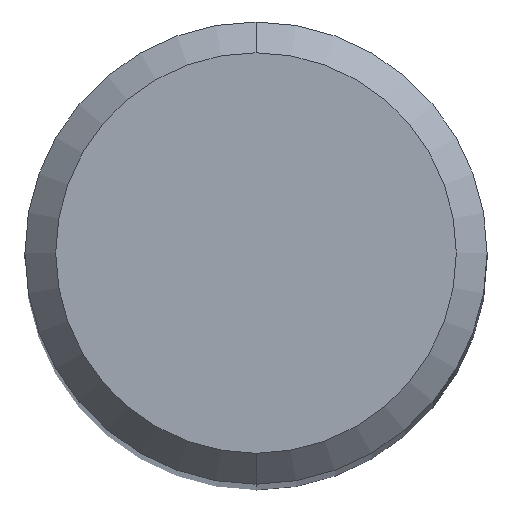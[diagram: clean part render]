
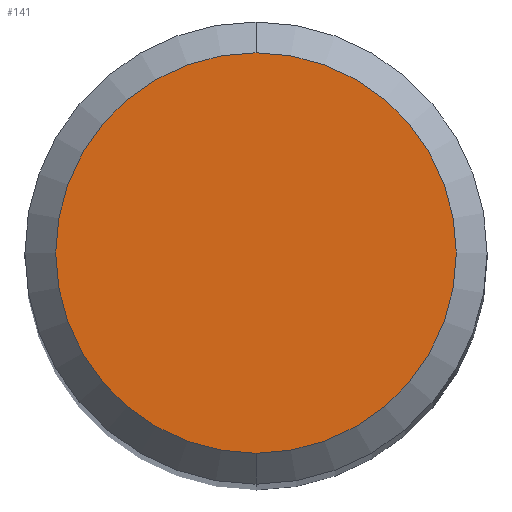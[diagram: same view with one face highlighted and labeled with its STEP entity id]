
A CAD part, top view. The second image highlights one B-rep face of the part: STEP entity #141.
In plain terms, the highlighted planar face has unit normal (0, 0, 1).
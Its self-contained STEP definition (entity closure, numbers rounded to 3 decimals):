
#93=EDGE_CURVE('',#111,#127,#226,.T.);
#111=VERTEX_POINT('',#246);
#127=VERTEX_POINT('',#265);
#129=EDGE_CURVE('',#127,#111,#267,.T.);
#141=ADVANCED_FACE('',(#281),#282,.T.);
#226=CIRCLE('',#366,2.6);
#246=CARTESIAN_POINT('',(0.0,2.6,0.0));
#265=CARTESIAN_POINT('',(0.,-2.6,0.0));
#267=CIRCLE('',#415,2.6);
#281=FACE_OUTER_BOUND('',#431,.T.);
#282=PLANE('',#432);
#366=AXIS2_PLACEMENT_3D('',#532,#533,#534);
#415=AXIS2_PLACEMENT_3D('',#580,#581,#582);
#431=EDGE_LOOP('',(#601,#602));
#432=AXIS2_PLACEMENT_3D('',#603,#604,#605);
#532=CARTESIAN_POINT('',(0.0,0.0,0.0));
#533=DIRECTION('',(0.0,0.0,-1.0));
#534=DIRECTION('',(0.0,1.0,0.0));
#580=CARTESIAN_POINT('',(0.0,0.0,0.0));
#581=DIRECTION('',(0.0,0.0,-1.0));
#582=DIRECTION('',(0.0,1.0,0.0));
#601=ORIENTED_EDGE('',*,*,#93,.F.);
#602=ORIENTED_EDGE('',*,*,#129,.F.);
#603=CARTESIAN_POINT('',(0.0,1.3,0.0));
#604=DIRECTION('',(-0.0,0.0,1.0));
#605=DIRECTION('',(0.0,-1.0,0.0));
